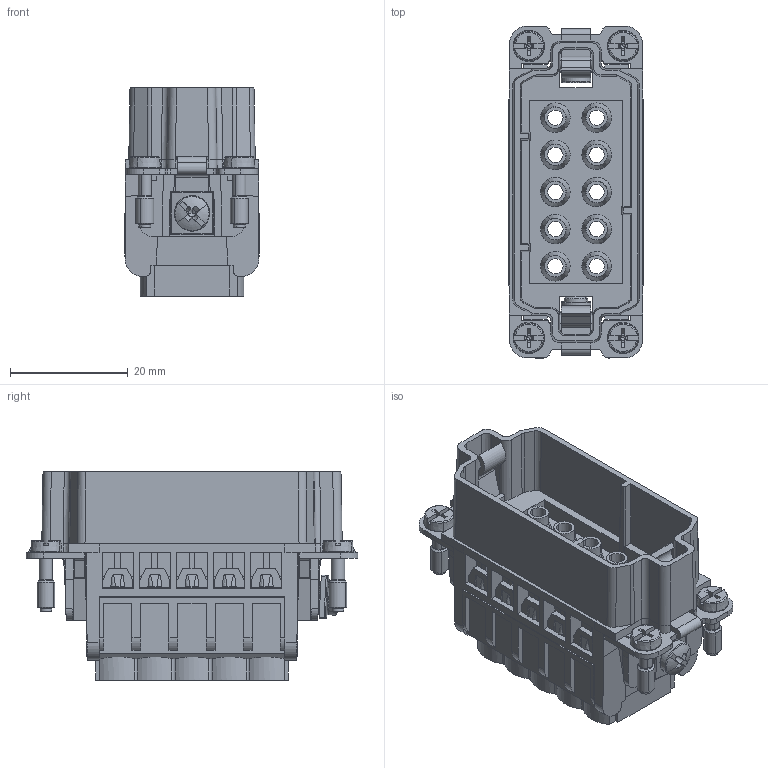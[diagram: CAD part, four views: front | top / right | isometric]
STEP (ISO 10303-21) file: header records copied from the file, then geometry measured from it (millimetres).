
FILE_DESCRIPTION(('CATIA V5 STEP','CAx-IF Rec.Pracs.--- Model Styling and Organization---1.2---2011-12-15'),'2;1');
FILE_NAME ('13434649_2', '2018-08-15T06:09:35+00:00', ('none'), ('Weidmueller'), 'CATIA Version 5-6 Release 2014 SP4 HF52', 'CATIA V5 STEP AP214', 'none');
FILE_SCHEMA(('AUTOMOTIVE_DESIGN { 1 0 10303 214 1 1 1 1 }'));
Products named in the file (1): 1873870000
Bounding box: 22.9 x 56.3 x 35.35 mm (x, y, z)
Volume: 12740.2 mm3; surface area: 20736.4 mm2
Topology: 2 solids, 2 shells, 1826 faces, 5935 edges, 3963 vertices
Faces by surface type: plane 1287, cylinder 308, cone 147, torus 56, bspline 22, sphere 4, revolution 2
Entity records: 67495 total; most frequent: CARTESIAN_POINT 20187, ORIENTED_EDGE 11840, DIRECTION 6898, EDGE_CURVE 5920, VERTEX_POINT 3963, VECTOR 3950, LINE 3950, EDGE_LOOP 1993
